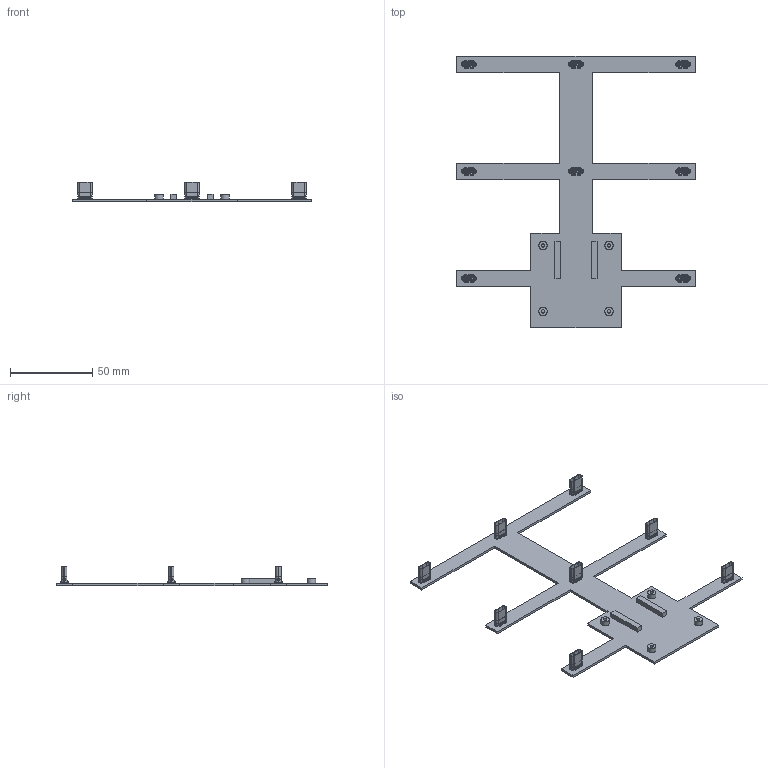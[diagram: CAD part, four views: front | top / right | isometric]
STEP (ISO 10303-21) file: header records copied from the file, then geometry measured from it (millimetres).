
FILE_DESCRIPTION(('Open CASCADE Model'),'2;1');
FILE_NAME('Open CASCADE Shape Model','2021-12-05T13:30:41',('Author'),( 'Open CASCADE'),'Open CASCADE STEP processor 6.8','Open CASCADE 6.8' ,'Unknown');
FILE_SCHEMA(('AUTOMOTIVE_DESIGN { 1 0 10303 214 1 1 1 1 }'));
Length unit declared in the file: millimetre
Products named in the file (17): PCB; Board; Open CASCADE STEP translator 6.8 1.1.1; CO801; USB4070-30-C; NONE; CO701; CO601; CO501; CO401; CO301; CO201; CO101; MO1; 9774030151R_(rev1); 6536811520; Extruded
Assembly tree (27 placements, depth 4):
  PCB
    Board
      Open CASCADE STEP translator 6.8 1.1.1
    CO801
      USB4070-30-C
        NONE
    CO701
      USB4070-30-C
        NONE
    CO601
      USB4070-30-C
        NONE
    CO501
      USB4070-30-C
        NONE
    CO401
      USB4070-30-C
        NONE
    CO301
      USB4070-30-C
        NONE
    CO201
      USB4070-30-C
        NONE
    CO101
      USB4070-30-C
        NONE
    MO1
      9774030151R_(rev1)  x4
      6536811520  x2
        Extruded
Bounding box: 145 x 165 x 12.02 mm (x, y, z)
Volume: 14906.8 mm3; surface area: 26259.2 mm2
Topology: 15 solids, 407 shells, 12226 faces, 33012 edges, 21788 vertices
Faces by surface type: plane 7782, cylinder 4028, bspline 224, cone 192
Full cylindrical faces by diameter (mm): 0.45 x32, 0.55 x32, 0.65 x32, 2.013 x4, 3.5 x4, 5.1 x4
Entity records: 61068 total; most frequent: CARTESIAN_POINT 11395, ORIENTED_EDGE 8428, DIRECTION 7449, EDGE_CURVE 4214, LINE 2907, VECTOR 2907, VERTEX_POINT 2782, AXIS2_PLACEMENT_3D 2271
